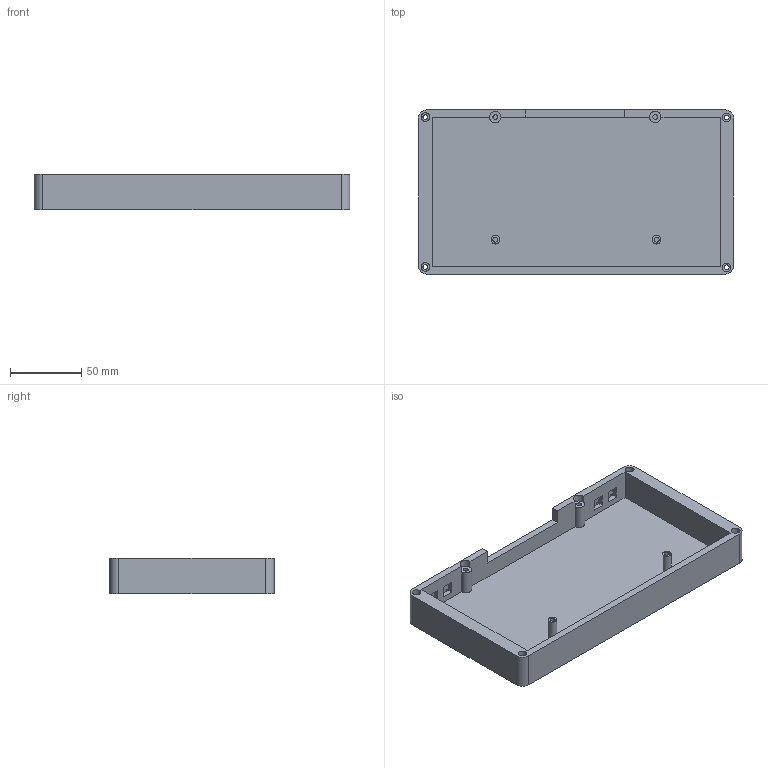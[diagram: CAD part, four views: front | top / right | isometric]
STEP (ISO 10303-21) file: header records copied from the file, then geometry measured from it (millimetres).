
FILE_DESCRIPTION(/* description */ (''),/* implementation_level */ '2;1');
FILE_NAME(/* name */ 'bottom.step',/* time_stamp */ '2025-07-31T20:11:38-04:00',/* author */ (''),/* organization */ (''),/* preprocessor_version */ 'ST-DEVELOPER v20.1',/* originating_system */ 'Autodesk Translation Framework v14.10.0.0',/* authorisation */ '');
FILE_SCHEMA (('AUTOMOTIVE_DESIGN { 1 0 10303 214 3 1 1 }'));
Length unit declared in the file: millimetre
Products named in the file (1): 2025-07-31-18-20-35-568
Bounding box: 221.11 x 115 x 25 mm (x, y, z)
Volume: 164067.7 mm3; surface area: 82885.4 mm2
Topology: 1 solids, 1 shells, 142 faces, 362 edges, 240 vertices
Faces by surface type: plane 116, cylinder 26
Full cylindrical faces by diameter (mm): 3.4 x8, 6 x10
Entity records: 4359 total; most frequent: CARTESIAN_POINT 745, ORIENTED_EDGE 724, DIRECTION 700, EDGE_CURVE 362, LINE 310, VECTOR 310, VERTEX_POINT 240, EDGE_LOOP 200
